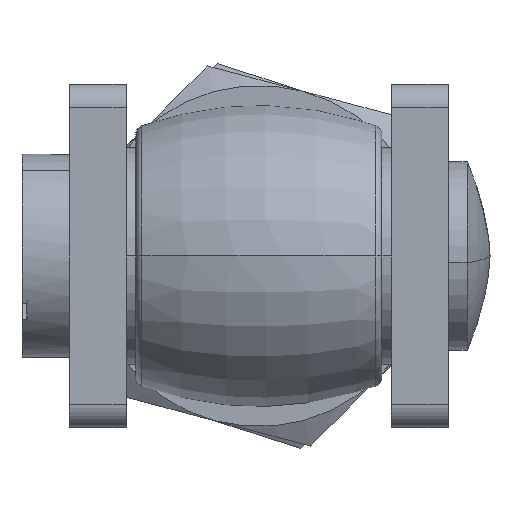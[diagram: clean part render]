
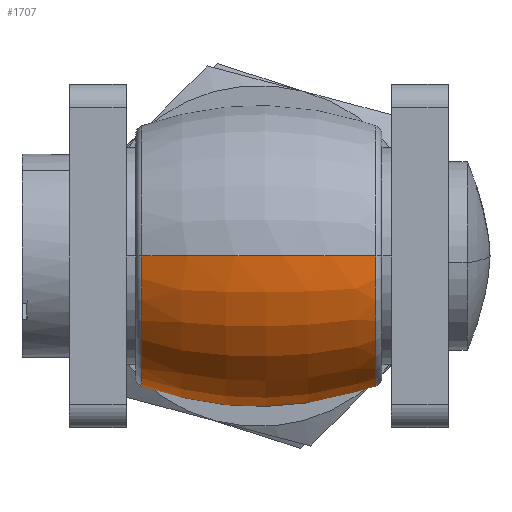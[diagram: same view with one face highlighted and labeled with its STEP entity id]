
A CAD part, left-side view. The second image highlights one B-rep face of the part: STEP entity #1707.
In plain terms, the highlighted toroidal (fillet/blend) face has major radius 19.05 mm and minor radius 35.05 mm.
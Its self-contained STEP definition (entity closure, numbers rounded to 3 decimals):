
#5 = CARTESIAN_POINT ( 'NONE',  ( 13.306, 9.33, -6.345 ) ) ;
#6 = CARTESIAN_POINT ( 'NONE',  ( 13.326, -9.383, -6.272 ) ) ;
#24 = CARTESIAN_POINT ( 'NONE',  ( 13.897, 10.824, -3.348 ) ) ;
#28 = CARTESIAN_POINT ( 'NONE',  ( -13.751, 12.352, 0. ) ) ;
#67 = CARTESIAN_POINT ( 'NONE',  ( -13.751, -12.352, 0. ) ) ;
#115 = CARTESIAN_POINT ( 'NONE',  ( 11.523, -1.561, -11.055 ) ) ;
#149 = VERTEX_POINT ( 'NONE', #1247 ) ;
#154 = ORIENTED_EDGE ( 'NONE', *, *, #2281, .T. ) ;
#157 = ORIENTED_EDGE ( 'NONE', *, *, #3276, .F. ) ;
#208 = DIRECTION ( 'NONE',  ( 0., 1., 0. ) ) ;
#249 = CIRCLE ( 'NONE', #3561, 13.751 ) ;
#276 = CARTESIAN_POINT ( 'NONE',  ( 12.122, 5.455, -9.783 ) ) ;
#277 = CARTESIAN_POINT ( 'NONE',  ( 14.115, -11.338, 0. ) ) ;
#297 = CARTESIAN_POINT ( 'NONE',  ( 14.083, -11.264, -1.298 ) ) ;
#381 = DIRECTION ( 'NONE',  ( 0., 1., 0. ) ) ;
#385 = ORIENTED_EDGE ( 'NONE', *, *, #1953, .T. ) ;
#389 = CIRCLE ( 'NONE', #2221, 35.05 ) ;
#404 = DIRECTION ( 'NONE',  ( 0., 0., -1. ) ) ;
#451 = AXIS2_PLACEMENT_3D ( 'NONE', #3002, #710, #1444 ) ;
#571 = CARTESIAN_POINT ( 'NONE',  ( 13.751, 12.352, 0. ) ) ;
#630 = CARTESIAN_POINT ( 'NONE',  ( 13.99, -11.045, -2.567 ) ) ;
#679 = CARTESIAN_POINT ( 'NONE',  ( -19.05, 0., 0. ) ) ;
#690 = CARTESIAN_POINT ( 'NONE',  ( 11.529, 1.587, -11.044 ) ) ;
#693 = CARTESIAN_POINT ( 'NONE',  ( 0., 0., 0. ) ) ;
#710 = DIRECTION ( 'NONE',  ( 0., 0., 1. ) ) ;
#738 = CARTESIAN_POINT ( 'NONE',  ( 19.05, 0., 0. ) ) ;
#759 = CARTESIAN_POINT ( 'NONE',  ( 11.562, -2.047, -10.978 ) ) ;
#974 = CARTESIAN_POINT ( 'NONE',  ( 14.004, 11.078, -2.418 ) ) ;
#996 = CARTESIAN_POINT ( 'NONE',  ( 12.986, 8.435, -7.459 ) ) ;
#1011 = CARTESIAN_POINT ( 'NONE',  ( 11.881, -4.37, -10.331 ) ) ;
#1013 = CARTESIAN_POINT ( 'NONE',  ( 12.074, -5.228, -9.891 ) ) ;
#1016 = EDGE_CURVE ( 'NONE', #3546, #2116, #389, .T. ) ;
#1058 = CARTESIAN_POINT ( 'NONE',  ( 11.481, 0.615, -11.138 ) ) ;
#1063 = CIRCLE ( 'NONE', #1607, 13.751 ) ;
#1081 = CARTESIAN_POINT ( 'NONE',  ( 11.469, -0.111, -11.161 ) ) ;
#1084 = CARTESIAN_POINT ( 'NONE',  ( 0., 12.352, 0. ) ) ;
#1087 = VERTEX_POINT ( 'NONE', #2563 ) ;
#1102 = CARTESIAN_POINT ( 'NONE',  ( 11.513, 1.343, -11.075 ) ) ;
#1201 = CIRCLE ( 'NONE', #1538, 35.05 ) ;
#1247 = CARTESIAN_POINT ( 'NONE',  ( 13.751, -12.352, 0. ) ) ;
#1294 = CARTESIAN_POINT ( 'NONE',  ( 14.101, 11.306, -0.971 ) ) ;
#1313 = CARTESIAN_POINT ( 'NONE',  ( 13.832, 10.667, -3.803 ) ) ;
#1314 = CARTESIAN_POINT ( 'NONE',  ( 12.81, -7.902, -7.993 ) ) ;
#1356 = CARTESIAN_POINT ( 'NONE',  ( 11.476, -0.595, -11.146 ) ) ;
#1381 = DIRECTION ( 'NONE',  ( -1., 0., 0. ) ) ;
#1405 = DIRECTION ( 'NONE',  ( 0., -1., 0. ) ) ;
#1421 = CARTESIAN_POINT ( 'NONE',  ( 14.115, -11.338, 0. ) ) ;
#1444 = DIRECTION ( 'NONE',  ( 1., 0., 0. ) ) ;
#1529 = CARTESIAN_POINT ( 'NONE',  ( 14.115, 11.338, 0. ) ) ;
#1538 = AXIS2_PLACEMENT_3D ( 'NONE', #738, #404, #1381 ) ;
#1595 = CARTESIAN_POINT ( 'NONE',  ( 14.095, -11.292, -1.037 ) ) ;
#1607 = AXIS2_PLACEMENT_3D ( 'NONE', #3766, #208, #4106 ) ;
#1655 = CARTESIAN_POINT ( 'NONE',  ( 12.988, -8.435, -7.448 ) ) ;
#1659 = VERTEX_POINT ( 'NONE', #28 ) ;
#1707 = ADVANCED_FACE ( 'Face1', ( #1916 ), #3235, .T. ) ;
#1894 = CARTESIAN_POINT ( 'NONE',  ( 12.653, 7.427, -8.471 ) ) ;
#1916 = FACE_OUTER_BOUND ( 'NONE', #3329, .T. ) ;
#1928 = CARTESIAN_POINT ( 'NONE',  ( 13.87, -10.76, -3.547 ) ) ;
#1948 = CARTESIAN_POINT ( 'NONE',  ( 13.669, -10.267, -4.73 ) ) ;
#1951 = EDGE_CURVE ( 'NONE', #3366, #1659, #1201, .T. ) ;
#1953 = EDGE_CURVE ( 'NONE', #1659, #2116, #249, .T. ) ;
#1968 = CARTESIAN_POINT ( 'NONE',  ( 12.87, -8.085, -7.814 ) ) ;
#2020 = ORIENTED_EDGE ( 'NONE', *, *, #1016, .F. ) ;
#2051 = CARTESIAN_POINT ( 'NONE',  ( 12.074, -5.228, -9.891 ) ) ;
#2054 = DIRECTION ( 'NONE',  ( 1., 0., 0. ) ) ;
#2116 = VERTEX_POINT ( 'NONE', #571 ) ;
#2221 = AXIS2_PLACEMENT_3D ( 'NONE', #679, #2645, #2974 ) ;
#2228 = CARTESIAN_POINT ( 'NONE',  ( 14.111, -11.329, -0.518 ) ) ;
#2262 = CARTESIAN_POINT ( 'NONE',  ( 13.679, 10.293, -4.693 ) ) ;
#2281 = EDGE_CURVE ( 'Edge1', #1087, #3272, #2444, .T. ) ;
#2389 = CARTESIAN_POINT ( 'NONE',  ( 12.025, 5.024, -10.004 ) ) ;
#2444 = B_SPLINE_CURVE_WITH_KNOTS ( 'NONE', 3,
 ( #1013, #3494, #2589, #1314, #1968, #1655, #3837, #3557, #6, #3186, #2615, #2553, #1948, #3534, #1928, #630, #3222, #297, #1595, #2228, #3914, #277 ),
 .UNSPECIFIED., .F., .F.,
 ( 4, 2, 2, 2, 2, 2, 2, 2, 2, 2, 4 ),
 ( 0.069, 0.072, 0.072, 0.073, 0.075, 0.076, 0.076, 0.078, 0.08, 0.08, 0.081 ),
 .UNSPECIFIED. ) ;
#2528 = CARTESIAN_POINT ( 'NONE',  ( 14.115, 11.338, 0. ) ) ;
#2553 = CARTESIAN_POINT ( 'NONE',  ( 13.624, -10.153, -4.961 ) ) ;
#2563 = CARTESIAN_POINT ( 'NONE',  ( 12.074, -5.228, -9.891 ) ) ;
#2589 = CARTESIAN_POINT ( 'NONE',  ( 12.513, -6.968, -8.848 ) ) ;
#2615 = CARTESIAN_POINT ( 'NONE',  ( 13.529, -9.913, -5.411 ) ) ;
#2645 = DIRECTION ( 'NONE',  ( 0., 0., 1. ) ) ;
#2922 = CARTESIAN_POINT ( 'NONE',  ( 13.406, 9.595, -5.952 ) ) ;
#2940 = CARTESIAN_POINT ( 'NONE',  ( 14.115, 11.338, -0.484 ) ) ;
#2974 = DIRECTION ( 'NONE',  ( 1., 0., 0. ) ) ;
#3002 = CARTESIAN_POINT ( 'NONE',  ( -19.05, 0., 0. ) ) ;
#3115 = ORIENTED_EDGE ( 'NONE', *, *, #1951, .T. ) ;
#3129 = ORIENTED_EDGE ( 'NONE', *, *, #3689, .T. ) ;
#3185 = CARTESIAN_POINT ( 'NONE',  ( 12.429, 6.684, -9.051 ) ) ;
#3186 = CARTESIAN_POINT ( 'NONE',  ( 13.48, -9.785, -5.63 ) ) ;
#3222 = CARTESIAN_POINT ( 'NONE',  ( 14.036, -11.154, -2.066 ) ) ;
#3235 = TOROIDAL_SURFACE ( 'NONE', #3426, -19.05, 35.05 ) ;
#3272 = VERTEX_POINT ( 'NONE', #1421 ) ;
#3276 = EDGE_CURVE ( 'NONE', #149, #3272, #3560, .T. ) ;
#3329 = EDGE_LOOP ( 'NONE', ( #157, #3543, #3115, #385, #2020, #3129, #154 ) ) ;
#3366 = VERTEX_POINT ( 'NONE', #67 ) ;
#3371 = CARTESIAN_POINT ( 'NONE',  ( 11.588, 2.31, -10.927 ) ) ;
#3426 = AXIS2_PLACEMENT_3D ( 'NONE', #693, #381, #3558 ) ;
#3494 = CARTESIAN_POINT ( 'NONE',  ( 12.279, -6.141, -9.423 ) ) ;
#3513 = CARTESIAN_POINT ( 'NONE',  ( 13.593, 10.076, -5.127 ) ) ;
#3534 = CARTESIAN_POINT ( 'NONE',  ( 13.797, -10.583, -4.027 ) ) ;
#3543 = ORIENTED_EDGE ( 'NONE', *, *, #3940, .T. ) ;
#3546 = VERTEX_POINT ( 'NONE', #1529 ) ;
#3557 = CARTESIAN_POINT ( 'NONE',  ( 13.217, -9.087, -6.679 ) ) ;
#3558 = DIRECTION ( 'NONE',  ( -1., 0., 0. ) ) ;
#3560 = CIRCLE ( 'NONE', #451, 35.05 ) ;
#3561 = AXIS2_PLACEMENT_3D ( 'NONE', #1084, #1405, #2054 ) ;
#3616 = CARTESIAN_POINT ( 'NONE',  ( 11.721, -3.469, -10.658 ) ) ;
#3668 = CARTESIAN_POINT ( 'NONE',  ( 11.85, 4.148, -10.386 ) ) ;
#3685 = CARTESIAN_POINT ( 'NONE',  ( 11.489, 0.858, -11.122 ) ) ;
#3689 = EDGE_CURVE ( 'Edge1', #3546, #1087, #3846, .T. ) ;
#3766 = CARTESIAN_POINT ( 'NONE',  ( 0., -12.352, 0. ) ) ;
#3837 = CARTESIAN_POINT ( 'NONE',  ( 13.046, -8.603, -7.259 ) ) ;
#3846 = B_SPLINE_CURVE_WITH_KNOTS ( 'NONE', 3,
 ( #2528, #2940, #1294, #3872, #974, #24, #1313, #2262, #3513, #2922, #5, #3891, #996, #1894, #3185, #276, #2389, #3668, #3980, #3913, #3371, #690, #1102, #3685, #1058, #1081, #1356, #115, #759, #3616, #1011, #2051 ),
 .UNSPECIFIED., .F., .F.,
 ( 4, 2, 2, 2, 2, 2, 2, 2, 2, 2, 2, 2, 2, 2, 2, 4 ),
 ( 0.045, 0.046, 0.048, 0.049, 0.051, 0.052, 0.054, 0.057, 0.058, 0.06, 0.061, 0.062, 0.063, 0.064, 0.066, 0.069 ),
 .UNSPECIFIED. ) ;
#3872 = CARTESIAN_POINT ( 'NONE',  ( 14.045, 11.175, -1.943 ) ) ;
#3891 = CARTESIAN_POINT ( 'NONE',  ( 13.097, 8.751, -7.098 ) ) ;
#3913 = CARTESIAN_POINT ( 'NONE',  ( 11.641, 2.781, -10.82 ) ) ;
#3914 = CARTESIAN_POINT ( 'NONE',  ( 14.115, -11.338, -0.258 ) ) ;
#3940 = EDGE_CURVE ( 'Edge4', #149, #3366, #1063, .T. ) ;
#3980 = CARTESIAN_POINT ( 'NONE',  ( 11.773, 3.7, -10.55 ) ) ;
#4106 = DIRECTION ( 'NONE',  ( -1., 0., 0. ) ) ;
